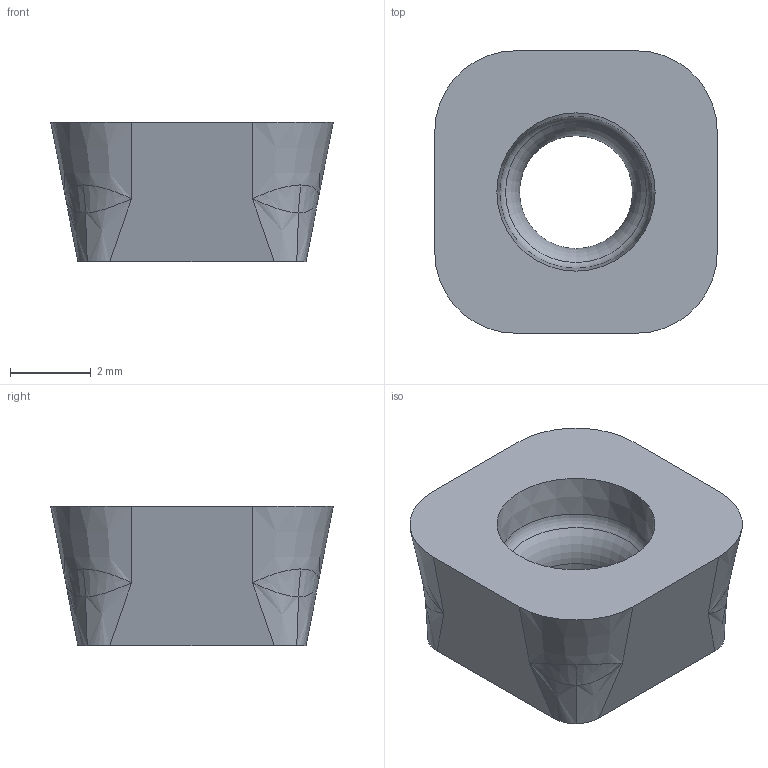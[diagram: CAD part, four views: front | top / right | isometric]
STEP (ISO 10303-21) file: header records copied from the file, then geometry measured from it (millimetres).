
FILE_DESCRIPTION(('Open CASCADE Model'),'2;1');
FILE_NAME('Open CASCADE Shape Model','2021-07-22T15:01:10',( 'Analysis Situs'),('Analysis Situs'), 'Open CASCADE STEP processor 7.4','Analysis Situs 1.0.0','Unknown');
FILE_SCHEMA(('AUTOMOTIVE_DESIGN { 1 0 10303 214 1 1 1 1 }'));
Length unit declared in the file: millimetre
Products named in the file (5): Open CASCADE STEP translator 7.4 10; Open CASCADE STEP translator 7.4 10.1; Open CASCADE STEP translator 7.4 10.2; Open CASCADE STEP translator 7.4 10.2.1; Open CASCADE STEP translator 7.4 10.2.2
Assembly tree (4 placements, depth 3):
  Open CASCADE STEP translator 7.4 10
    Open CASCADE STEP translator 7.4 10.1
    Open CASCADE STEP translator 7.4 10.2
      Open CASCADE STEP translator 7.4 10.2.1
      Open CASCADE STEP translator 7.4 10.2.2
Bounding box: 7 x 7 x 3.46 mm (x, y, z)
Volume: 102.4 mm3; surface area: 175.2 mm2
Topology: 1 solids, 1 shells, 30 faces, 79 edges, 45 vertices
Faces by surface type: bspline 16, plane 6, cone 5, torus 2, cylinder 1
Full cylindrical faces by diameter (mm): 2.8 x1
Entity records: 4004 total; most frequent: CARTESIAN_POINT 2739, DIRECTION 160, ORIENTED_EDGE 140, PCURVE 140, DEFINITIONAL_REPRESENTATION 140, LINE 91, VECTOR 91, B_SPLINE_CURVE_WITH_KNOTS 85
